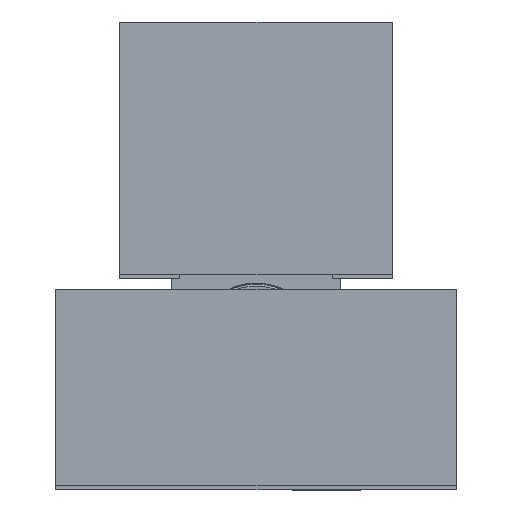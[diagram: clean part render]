
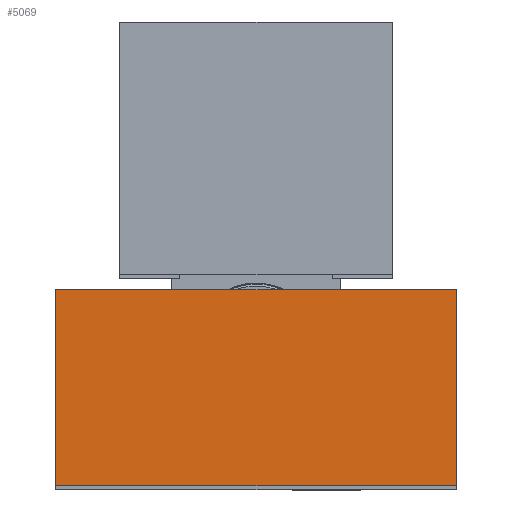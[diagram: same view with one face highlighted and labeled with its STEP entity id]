
A CAD part, left-side view. The second image highlights one B-rep face of the part: STEP entity #5069.
In plain terms, the highlighted planar face has unit normal (-1, 0, 0).
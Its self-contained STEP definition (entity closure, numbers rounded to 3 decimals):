
#5017=CARTESIAN_POINT('Vertex',(-10.,100.,1.)) ;
#5024=CARTESIAN_POINT('Vertex',(-10.,0.,1.)) ;
#5027=CARTESIAN_POINT('Line Origine',(-10.,50.,1.)) ;
#5039=CARTESIAN_POINT('Axis2P3D Location',(-10.,100.,1.)) ;
#5044=CARTESIAN_POINT('Line Origine',(-10.,100.,25.5)) ;
#5048=CARTESIAN_POINT('Vertex',(-10.,100.,50.)) ;
#5051=CARTESIAN_POINT('Line Origine',(-10.,0.,25.5)) ;
#5055=CARTESIAN_POINT('Vertex',(-10.,0.,50.)) ;
#5058=CARTESIAN_POINT('Line Origine',(-10.,50.,50.)) ;
#5028=DIRECTION('Vector Direction',(0.,-1.,0.)) ;
#5040=DIRECTION('Axis2P3D Direction',(-1.,0.,0.)) ;
#5041=DIRECTION('Axis2P3D XDirection',(0.,-1.,0.)) ;
#5045=DIRECTION('Vector Direction',(0.,0.,-1.)) ;
#5052=DIRECTION('Vector Direction',(0.,0.,1.)) ;
#5059=DIRECTION('Vector Direction',(0.,1.,0.)) ;
#5042=AXIS2_PLACEMENT_3D('Plane Axis2P3D',#5039,#5040,#5041) ;
#5064=ORIENTED_EDGE('',*,*,#5050,.T.) ;
#5065=ORIENTED_EDGE('',*,*,#5031,.T.) ;
#5066=ORIENTED_EDGE('',*,*,#5057,.T.) ;
#5067=ORIENTED_EDGE('',*,*,#5062,.T.) ;
#5029=VECTOR('Line Direction',#5028,1.) ;
#5046=VECTOR('Line Direction',#5045,1.) ;
#5053=VECTOR('Line Direction',#5052,1.) ;
#5060=VECTOR('Line Direction',#5059,1.) ;
#5069=ADVANCED_FACE('PB_CRCS-03000-80_0.1\\PartBody',(#5068),#5043,.T.) ;
#5031=EDGE_CURVE('',#5018,#5025,#5030,.T.) ;
#5050=EDGE_CURVE('',#5049,#5018,#5047,.T.) ;
#5057=EDGE_CURVE('',#5025,#5056,#5054,.T.) ;
#5062=EDGE_CURVE('',#5056,#5049,#5061,.T.) ;
#5063=EDGE_LOOP('',(#5064,#5065,#5066,#5067)) ;
#5068=FACE_OUTER_BOUND('',#5063,.T.) ;
#5030=LINE('Line',#5027,#5029) ;
#5047=LINE('Line',#5044,#5046) ;
#5054=LINE('Line',#5051,#5053) ;
#5061=LINE('Line',#5058,#5060) ;
#5043=PLANE('Plane',#5042) ;
#5018=VERTEX_POINT('',#5017) ;
#5025=VERTEX_POINT('',#5024) ;
#5049=VERTEX_POINT('',#5048) ;
#5056=VERTEX_POINT('',#5055) ;
